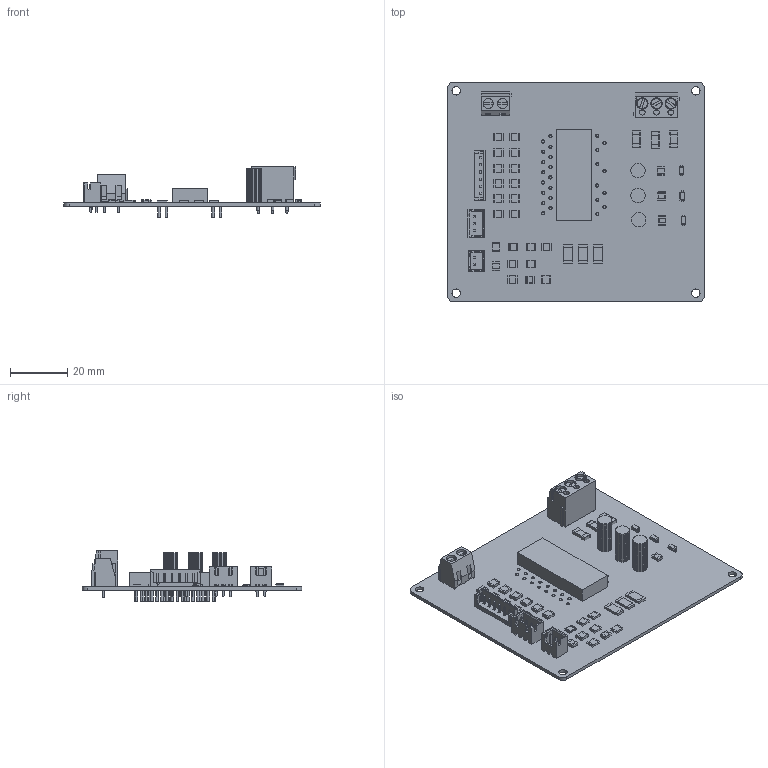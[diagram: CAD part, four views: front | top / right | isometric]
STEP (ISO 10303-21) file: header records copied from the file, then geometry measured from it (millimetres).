
FILE_DESCRIPTION(('Open CASCADE Model'),'2;1');
FILE_NAME('Open CASCADE Shape Model','2024-04-27T19:35:35',('Author'),( 'Open CASCADE'),'Open CASCADE STEP processor 7.5','Open CASCADE 7.5' ,'Unknown');
FILE_SCHEMA(('AUTOMOTIVE_DESIGN { 1 0 10303 214 1 1 1 1 }'));
Length unit declared in the file: millimetre
Products named in the file (99): PCB; Board; Open CASCADE STEP translator 7.5 3.1.1; J4; 6240041056; BxB-XH-A_02; F3; 6240041616; F2; F1; J5; 6240042256; R16; 6384750928; Extruded; 6384751168; R15; 6240044016; term1; term2; body; R14; R13; R12; 6240043536; R11; R10; R9; 6240044576; solidBody; Terminal; solidTop; R8; R7; R6; R5; R4; R3; R2; R1 ...
Assembly tree (189 placements, depth 4):
  PCB
    Board
      Open CASCADE STEP translator 7.5 3.1.1
    J4
      6240041056
        BxB-XH-A_02
    F3
      6240041616
    F2
      6240041616
    F1
      6240041616
    J5
      6240042256
    R16
      6384750928
        Extruded
      6384751168  x2
        Extruded
    R15
      6240044016
        term1
        term2
        body
    R14
      6240044016
        term1
        term2
        body
    R13
      6240044016
        term1
        term2
        body
    R12
      6240043536
        term1
        term2
        body
    R11
      6384750928
        Extruded
      6384751168  x2
        Extruded
    R10
      6384750928
        Extruded
      6384751168  x2
        Extruded
    R9
      6240044576
        solidBody
        Terminal
        solidTop
    R8
      6384750928
        Extruded
      6384751168  x2
        Extruded
    R7
Bounding box: 90 x 77 x 17.65 mm (x, y, z)
Volume: 15921.2 mm3; surface area: 33463 mm2
Topology: 816 solids, 816 shells, 4444 faces, 7699 edges, 4818 vertices
Faces by surface type: plane 2863, cylinder 1314, sphere 186, bspline 63, cone 9, torus 9
Full cylindrical faces by diameter (mm): 0.8 x6, 0.9 x6, 0.93 x676, 0.95 x3, 1 x3, 1.05 x2, 1.1 x2, 1.13 x26, 1.3 x3, 2.2 x3, 2.459 x3, 3 x13, 3.1 x3, 3.9 x3, 4 x3
Entity records: 49990 total; most frequent: CARTESIAN_POINT 8595, DIRECTION 7726, ORIENTED_EDGE 7228, EDGE_CURVE 3614, AXIS2_PLACEMENT_3D 2585, LINE 2556, VECTOR 2556, VERTEX_POINT 2234
